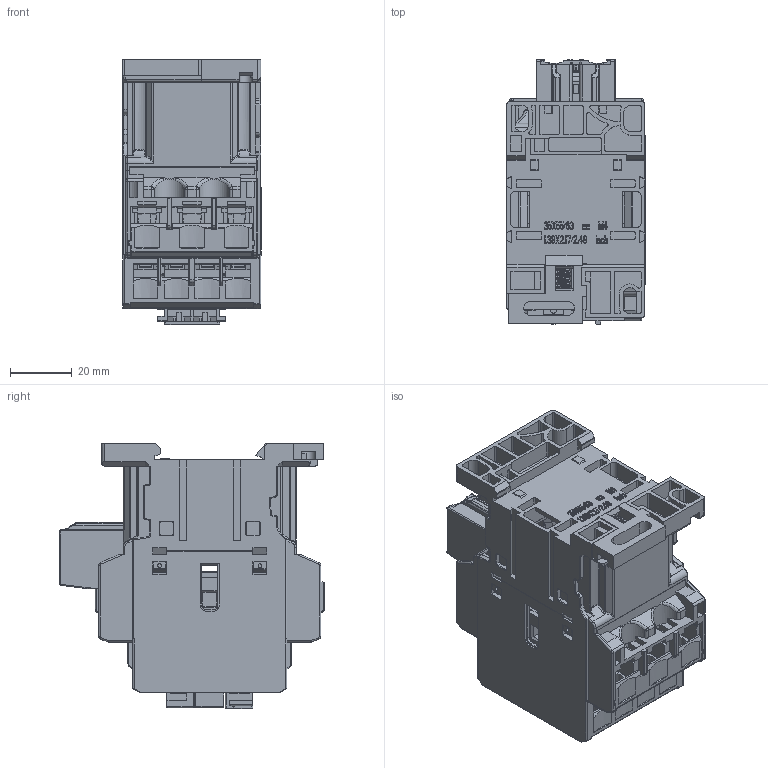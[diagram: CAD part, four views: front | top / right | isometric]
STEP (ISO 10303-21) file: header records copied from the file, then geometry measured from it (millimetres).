
FILE_DESCRIPTION((''),'2;1');
FILE_NAME('NC8-09-18','2020-08-20T16:29:25',('lili2'),(''),'CREO PARAMETRIC BY PTC INC, 2018020','CREO PARAMETRIC BY PTC INC, 2018020','');
FILE_SCHEMA(('CONFIG_CONTROL_DESIGN'));
Products named in the file (1): NC8-09-18
Bounding box: 44.9 x 85.7 x 86.2 mm (x, y, z)
Volume: 68245.7 mm3; surface area: 103584.1 mm2
Topology: 3 solids, 3 shells, 7294 faces, 20803 edges, 13386 vertices
Faces by surface type: plane 5334, cylinder 1432, torus 275, bspline 153, sphere 78, cone 22
Entity records: 250358 total; most frequent: CARTESIAN_POINT 60287, ORIENTED_EDGE 41594, DIRECTION 37095, EDGE_CURVE 20797, VECTOR 16639, LINE 16639, VERTEX_POINT 13386, AXIS2_PLACEMENT_3D 10228
